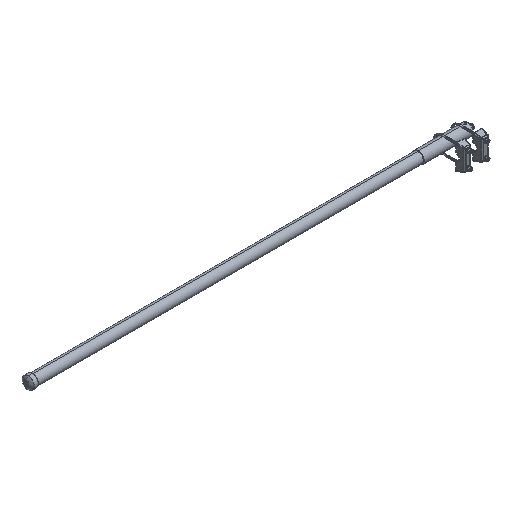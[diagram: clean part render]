
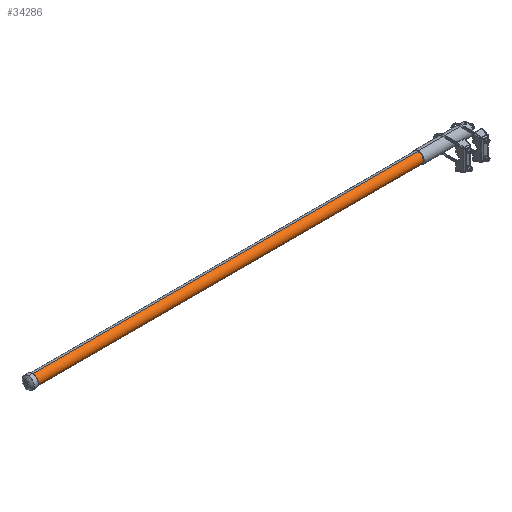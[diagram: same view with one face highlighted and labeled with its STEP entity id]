
A CAD part, isometric view. The second image highlights one B-rep face of the part: STEP entity #34286.
In plain terms, the highlighted cylindrical face has radius 19.304 mm (diameter 38.608 mm), a partial arc.
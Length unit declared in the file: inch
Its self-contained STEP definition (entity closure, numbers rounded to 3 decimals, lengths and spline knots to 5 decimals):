
#8826 = CARTESIAN_POINT ( 'NONE',  ( -39.9606, 0., -0.76 ) ) ;
#10751 = CARTESIAN_POINT ( 'NONE',  ( -62.50352, 0., 0. ) ) ;
#11164 = LINE ( 'NONE', #29889, #35965 ) ;
#11236 = CARTESIAN_POINT ( 'NONE',  ( -62.50352, 0., -0.76 ) ) ;
#11325 = ORIENTED_EDGE ( 'NONE', *, *, #21531, .T. ) ;
#12636 = VERTEX_POINT ( 'NONE', #28501 ) ;
#17613 = ORIENTED_EDGE ( 'NONE', *, *, #40500, .F. ) ;
#17962 = VERTEX_POINT ( 'NONE', #43611 ) ;
#18441 = CARTESIAN_POINT ( 'NONE',  ( -7.14369, 0., 0.76 ) ) ;
#21531 = EDGE_CURVE ( 'NONE', #56989, #17962, #36025, .T. ) ;
#23342 = VECTOR ( 'NONE', #36324, 39.37008 ) ;
#23674 = DIRECTION ( 'NONE',  ( 1., 0., 0. ) ) ;
#24923 = EDGE_CURVE ( 'NONE', #56358, #17962, #50847, .T. ) ;
#28501 = CARTESIAN_POINT ( 'NONE',  ( -62.50352, 0., 0.76 ) ) ;
#29325 = DIRECTION ( 'NONE',  ( 1., 0., 0. ) ) ;
#29759 = DIRECTION ( 'NONE',  ( -1., 0., 0. ) ) ;
#29889 = CARTESIAN_POINT ( 'NONE',  ( -39.9606, 0., 0.76 ) ) ;
#30671 = AXIS2_PLACEMENT_3D ( 'NONE', #10751, #29759, #46711 ) ;
#31281 = AXIS2_PLACEMENT_3D ( 'NONE', #48260, #31314, #49115 ) ;
#31285 = EDGE_LOOP ( 'NONE', ( #17613, #55632, #11325, #34643 ) ) ;
#31314 = DIRECTION ( 'NONE',  ( 1., 0., 0. ) ) ;
#32453 = FACE_OUTER_BOUND ( 'NONE', #31285, .T. ) ;
#34286 = ADVANCED_FACE ( 'NONE', ( #32453 ), #41216, .T. ) ;
#34643 = ORIENTED_EDGE ( 'NONE', *, *, #24923, .F. ) ;
#35965 = VECTOR ( 'NONE', #29325, 39.37008 ) ;
#36025 = LINE ( 'NONE', #8826, #23342 ) ;
#36324 = DIRECTION ( 'NONE',  ( 1., 0., 0. ) ) ;
#36639 = AXIS2_PLACEMENT_3D ( 'NONE', #54884, #23674, #50538 ) ;
#37179 = CIRCLE ( 'NONE', #30671, 0.76 ) ;
#40500 = EDGE_CURVE ( 'NONE', #12636, #56358, #11164, .T. ) ;
#41216 = CYLINDRICAL_SURFACE ( 'NONE', #36639, 0.76 ) ;
#43611 = CARTESIAN_POINT ( 'NONE',  ( -7.14369, 0., -0.76 ) ) ;
#46711 = DIRECTION ( 'NONE',  ( 0., 0., 1. ) ) ;
#47864 = EDGE_CURVE ( 'NONE', #56989, #12636, #37179, .T. ) ;
#48260 = CARTESIAN_POINT ( 'NONE',  ( -7.14369, 0., 0. ) ) ;
#49115 = DIRECTION ( 'NONE',  ( 0., 0., -1. ) ) ;
#50538 = DIRECTION ( 'NONE',  ( 0., 0., -1. ) ) ;
#50847 = CIRCLE ( 'NONE', #31281, 0.76 ) ;
#54884 = CARTESIAN_POINT ( 'NONE',  ( -39.9606, 0., 0. ) ) ;
#55632 = ORIENTED_EDGE ( 'NONE', *, *, #47864, .F. ) ;
#56358 = VERTEX_POINT ( 'NONE', #18441 ) ;
#56989 = VERTEX_POINT ( 'NONE', #11236 ) ;
